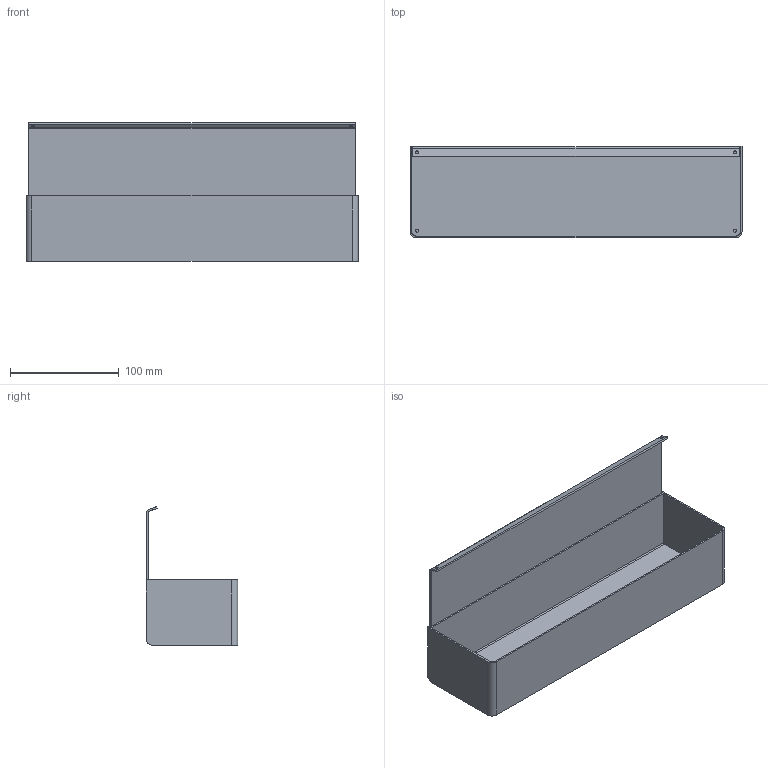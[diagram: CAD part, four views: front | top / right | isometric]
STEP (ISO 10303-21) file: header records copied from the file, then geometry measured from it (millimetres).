
FILE_DESCRIPTION(('STEP AP214'),'1');
FILE_NAME('8041221 transFORM Ablage 2.STP','2023-11-23T10:36:34',(' '),(' '),'Spatial InterOp 3D',' ',' ');
FILE_SCHEMA(('AUTOMOTIVE_DESIGN { 1 0 10303 214 1 1 1 1 }'));
Length unit declared in the file: millimetre
Products named in the file (1): Ablage nieder mit Box TransForm+|Box f__r Ablage Tablet TransForm+#Box f_r Ablage Tablet TransForm+|Manschette f__r Box Transform+#Manschette f_r Box Transform+;Manschette f_r Box Transform+
Bounding box: 305 x 84 x 127.23 mm (x, y, z)
Volume: 197179.2 mm3; surface area: 267357 mm2
Topology: 3 solids, 3 shells, 54 faces, 148 edges, 100 vertices
Faces by surface type: plane 28, cylinder 26
Entity records: 1806 total; most frequent: DIRECTION 318, CARTESIAN_POINT 305, ORIENTED_EDGE 296, EDGE_CURVE 148, AXIS2_PLACEMENT_3D 113, VERTEX_POINT 100, LINE 92, VECTOR 92
